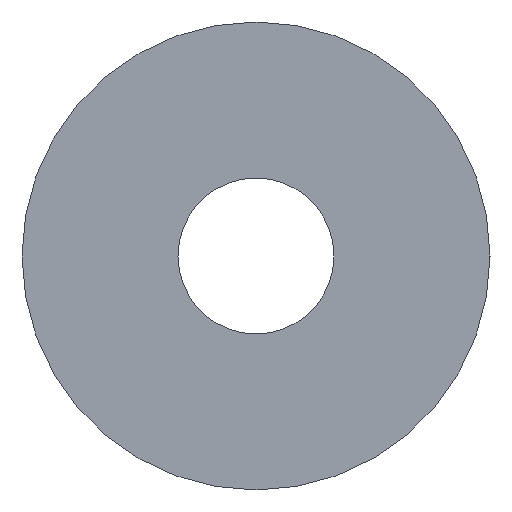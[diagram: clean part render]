
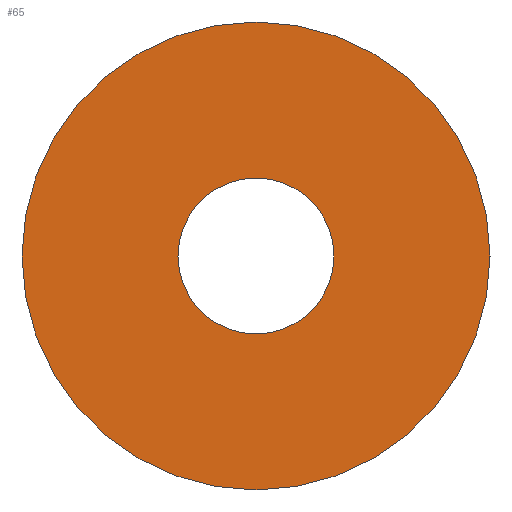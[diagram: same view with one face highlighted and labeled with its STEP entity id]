
A CAD part, left-side view. The second image highlights one B-rep face of the part: STEP entity #65.
In plain terms, the highlighted planar face has unit normal (-1, 0, 0).
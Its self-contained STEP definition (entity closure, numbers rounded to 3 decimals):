
#18=FACE_BOUND('',#28,.T.);
#20=PLANE('',#91);
#23=FACE_OUTER_BOUND('',#27,.T.);
#27=EDGE_LOOP('',(#54));
#28=EDGE_LOOP('',(#55));
#37=CIRCLE('',#90,1.);
#38=CIRCLE('',#92,3.);
#41=VERTEX_POINT('',#120);
#42=VERTEX_POINT('',#124);
#46=EDGE_CURVE('',#41,#41,#37,.T.);
#47=EDGE_CURVE('',#42,#42,#38,.T.);
#54=ORIENTED_EDGE('',*,*,#47,.T.);
#55=ORIENTED_EDGE('',*,*,#46,.T.);
#65=ADVANCED_FACE('',(#23,#18),#20,.F.);
#90=AXIS2_PLACEMENT_3D('',#122,#103,#104);
#91=AXIS2_PLACEMENT_3D('',#123,#105,#106);
#92=AXIS2_PLACEMENT_3D('',#125,#107,#108);
#103=DIRECTION('center_axis',(1.,0.,0.));
#104=DIRECTION('ref_axis',(0.,0.,-1.));
#105=DIRECTION('center_axis',(1.,0.,0.));
#106=DIRECTION('ref_axis',(0.,0.,-1.));
#107=DIRECTION('center_axis',(-1.,0.,0.));
#108=DIRECTION('ref_axis',(0.,1.,0.));
#120=CARTESIAN_POINT('',(-150.,0.,1.));
#122=CARTESIAN_POINT('Origin',(-150.,0.,0.));
#123=CARTESIAN_POINT('Origin',(-150.,0.,0.));
#124=CARTESIAN_POINT('',(-150.,-3.,0.));
#125=CARTESIAN_POINT('Origin',(-150.,0.,0.));
